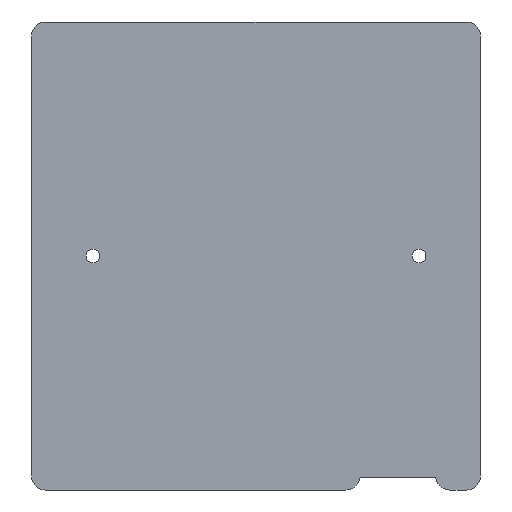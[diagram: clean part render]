
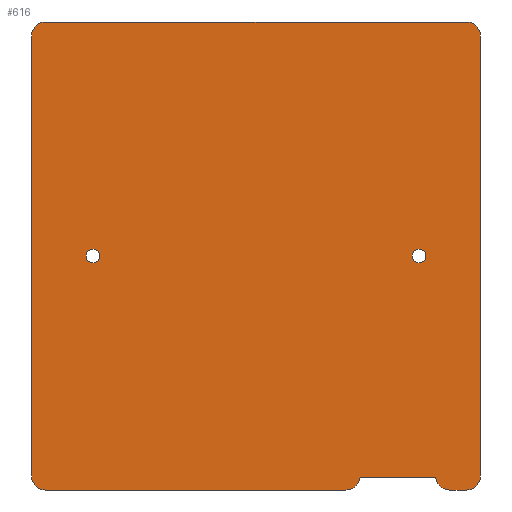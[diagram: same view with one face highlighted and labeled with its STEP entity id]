
A CAD part, front view. The second image highlights one B-rep face of the part: STEP entity #616.
In plain terms, the highlighted planar face has unit normal (0, -1, 0).
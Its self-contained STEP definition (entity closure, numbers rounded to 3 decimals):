
#18=FACE_BOUND('',#108,.T.);
#19=FACE_BOUND('',#109,.T.);
#38=PLANE('',#689);
#71=FACE_OUTER_BOUND('',#107,.T.);
#107=EDGE_LOOP('',(#556,#557,#558,#559,#560,#561,#562,#563,#564,#565,#566,
#567));
#108=EDGE_LOOP('',(#568));
#109=EDGE_LOOP('',(#569));
#114=LINE('',#885,#174);
#127=LINE('',#931,#187);
#130=LINE('',#939,#190);
#133=LINE('',#948,#193);
#141=LINE('',#970,#201);
#169=LINE('',#1043,#229);
#174=VECTOR('',#704,10.);
#187=VECTOR('',#743,10.);
#190=VECTOR('',#752,10.);
#193=VECTOR('',#761,10.);
#201=VECTOR('',#787,10.);
#229=VECTOR('',#865,10.);
#230=CIRCLE('',#632,3.);
#241=CIRCLE('',#646,3.);
#242=CIRCLE('',#649,3.);
#243=CIRCLE('',#652,3.);
#244=CIRCLE('',#655,3.);
#246=CIRCLE('',#659,3.);
#252=CIRCLE('',#682,1.45);
#254=CIRCLE('',#685,1.45);
#256=VERTEX_POINT('',#872);
#257=VERTEX_POINT('',#873);
#261=VERTEX_POINT('',#883);
#279=VERTEX_POINT('',#923);
#281=VERTEX_POINT('',#929);
#282=VERTEX_POINT('',#933);
#283=VERTEX_POINT('',#935);
#284=VERTEX_POINT('',#941);
#285=VERTEX_POINT('',#943);
#286=VERTEX_POINT('',#947);
#288=VERTEX_POINT('',#953);
#290=VERTEX_POINT('',#961);
#308=VERTEX_POINT('',#1031);
#310=VERTEX_POINT('',#1037);
#312=EDGE_CURVE('',#256,#257,#230,.T.);
#318=EDGE_CURVE('',#256,#261,#114,.T.);
#338=EDGE_CURVE('',#279,#261,#241,.T.);
#341=EDGE_CURVE('',#279,#281,#127,.T.);
#343=EDGE_CURVE('',#282,#283,#242,.T.);
#345=EDGE_CURVE('',#282,#257,#130,.T.);
#347=EDGE_CURVE('',#284,#285,#243,.T.);
#349=EDGE_CURVE('',#286,#285,#133,.T.);
#352=EDGE_CURVE('',#286,#288,#244,.T.);
#356=EDGE_CURVE('',#290,#281,#246,.T.);
#361=EDGE_CURVE('',#290,#288,#141,.T.);
#391=EDGE_CURVE('',#308,#308,#252,.T.);
#394=EDGE_CURVE('',#310,#310,#254,.T.);
#397=EDGE_CURVE('',#284,#283,#169,.T.);
#556=ORIENTED_EDGE('',*,*,#312,.F.);
#557=ORIENTED_EDGE('',*,*,#318,.T.);
#558=ORIENTED_EDGE('',*,*,#338,.F.);
#559=ORIENTED_EDGE('',*,*,#341,.T.);
#560=ORIENTED_EDGE('',*,*,#356,.F.);
#561=ORIENTED_EDGE('',*,*,#361,.T.);
#562=ORIENTED_EDGE('',*,*,#352,.F.);
#563=ORIENTED_EDGE('',*,*,#349,.T.);
#564=ORIENTED_EDGE('',*,*,#347,.F.);
#565=ORIENTED_EDGE('',*,*,#397,.T.);
#566=ORIENTED_EDGE('',*,*,#343,.F.);
#567=ORIENTED_EDGE('',*,*,#345,.T.);
#568=ORIENTED_EDGE('',*,*,#394,.T.);
#569=ORIENTED_EDGE('',*,*,#391,.T.);
#616=ADVANCED_FACE('',(#71,#18,#19),#38,.F.);
#632=AXIS2_PLACEMENT_3D('',#874,#694,#695);
#646=AXIS2_PLACEMENT_3D('',#925,#737,#738);
#649=AXIS2_PLACEMENT_3D('',#936,#747,#748);
#652=AXIS2_PLACEMENT_3D('',#944,#756,#757);
#655=AXIS2_PLACEMENT_3D('',#954,#766,#767);
#659=AXIS2_PLACEMENT_3D('',#962,#776,#777);
#682=AXIS2_PLACEMENT_3D('',#1032,#851,#852);
#685=AXIS2_PLACEMENT_3D('',#1038,#858,#859);
#689=AXIS2_PLACEMENT_3D('',#1045,#868,#869);
#694=DIRECTION('center_axis',(0.,1.,0.));
#695=DIRECTION('ref_axis',(-0.707,0.,0.707));
#704=DIRECTION('',(0.,0.,-1.));
#737=DIRECTION('center_axis',(0.,1.,0.));
#738=DIRECTION('ref_axis',(-0.707,0.,-0.707));
#743=DIRECTION('',(1.,0.,0.));
#747=DIRECTION('center_axis',(0.,1.,0.));
#748=DIRECTION('ref_axis',(0.707,0.,0.707));
#752=DIRECTION('',(-1.,0.,0.));
#756=DIRECTION('center_axis',(0.,1.,0.));
#757=DIRECTION('ref_axis',(0.707,0.,-0.707));
#761=DIRECTION('',(1.,0.,0.));
#766=DIRECTION('center_axis',(0.,1.,0.));
#767=DIRECTION('ref_axis',(-0.995,0.,-0.1));
#776=DIRECTION('center_axis',(0.,1.,0.));
#777=DIRECTION('ref_axis',(0.995,0.,-0.1));
#787=DIRECTION('',(1.,0.,0.));
#851=DIRECTION('center_axis',(0.,1.,0.));
#852=DIRECTION('ref_axis',(1.,0.,0.));
#858=DIRECTION('center_axis',(0.,1.,0.));
#859=DIRECTION('ref_axis',(1.,0.,0.));
#865=DIRECTION('',(0.,0.,1.));
#868=DIRECTION('center_axis',(0.,1.,0.));
#869=DIRECTION('ref_axis',(1.,0.,0.));
#872=CARTESIAN_POINT('',(-47.5,-5.,46.5));
#873=CARTESIAN_POINT('',(-44.5,-5.,49.5));
#874=CARTESIAN_POINT('Origin',(-44.5,-5.,46.5));
#883=CARTESIAN_POINT('',(-47.5,-5.,-46.5));
#885=CARTESIAN_POINT('',(-47.5,-5.,49.5));
#923=CARTESIAN_POINT('',(-44.5,-5.,-49.5));
#925=CARTESIAN_POINT('Origin',(-44.5,-5.,-46.5));
#929=CARTESIAN_POINT('',(19.015,-5.,-49.5));
#931=CARTESIAN_POINT('',(-47.5,-5.,-49.5));
#933=CARTESIAN_POINT('',(44.5,-5.,49.5));
#935=CARTESIAN_POINT('',(47.5,-5.,46.5));
#936=CARTESIAN_POINT('Origin',(44.5,-5.,46.5));
#939=CARTESIAN_POINT('',(47.5,-5.,49.5));
#941=CARTESIAN_POINT('',(47.5,-5.,-46.5));
#943=CARTESIAN_POINT('',(44.5,-5.,-49.5));
#944=CARTESIAN_POINT('Origin',(44.5,-5.,-46.5));
#947=CARTESIAN_POINT('',(40.985,-5.,-49.5));
#948=CARTESIAN_POINT('',(-47.5,-5.,-49.5));
#953=CARTESIAN_POINT('',(38.,-5.,-46.8));
#954=CARTESIAN_POINT('Origin',(40.985,-5.,-46.5));
#961=CARTESIAN_POINT('',(22.,-5.,-46.8));
#962=CARTESIAN_POINT('Origin',(19.015,-5.,-46.5));
#970=CARTESIAN_POINT('',(19.,-5.,-46.8));
#1031=CARTESIAN_POINT('',(-35.95,-5.,0.));
#1032=CARTESIAN_POINT('Origin',(-34.5,-5.,0.));
#1037=CARTESIAN_POINT('',(33.05,-5.,0.));
#1038=CARTESIAN_POINT('Origin',(34.5,-5.,0.));
#1043=CARTESIAN_POINT('',(47.5,-5.,-49.5));
#1045=CARTESIAN_POINT('Origin',(0.,-5.,0.));
